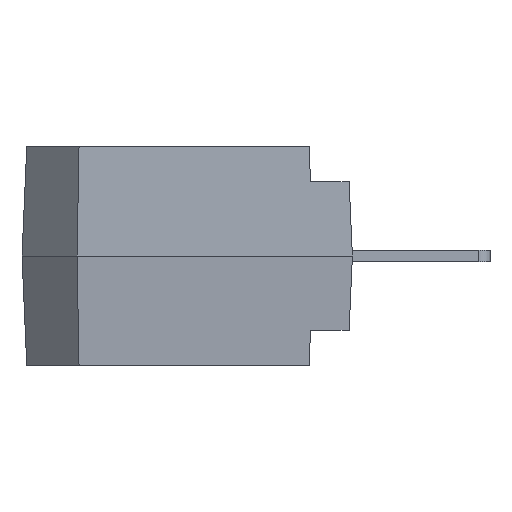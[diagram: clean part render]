
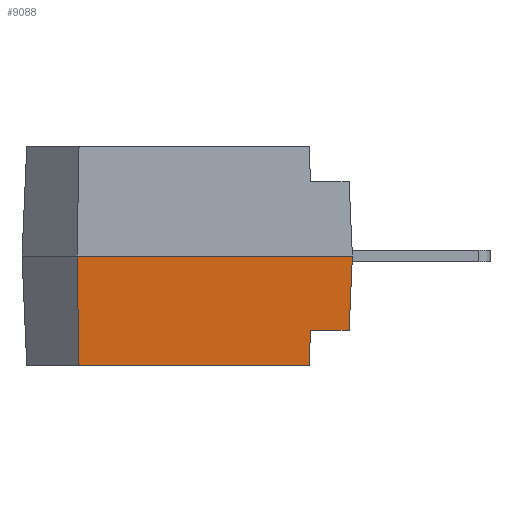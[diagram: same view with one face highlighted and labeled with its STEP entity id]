
A CAD part, left-side view. The second image highlights one B-rep face of the part: STEP entity #9088.
In plain terms, the highlighted planar face has unit normal (-0.999, 0, -0.044).
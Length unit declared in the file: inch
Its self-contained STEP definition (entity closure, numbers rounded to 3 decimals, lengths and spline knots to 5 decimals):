
#8785=CARTESIAN_POINT('',(-0.42105,-0.06745,-0.0625));
#8786=VERTEX_POINT('',#8785);
#8793=CARTESIAN_POINT('',(-0.41968,-0.06608,-0.094));
#8794=VERTEX_POINT('',#8793);
#8795=CARTESIAN_POINT('',(-0.42105,-0.06745,-0.0625));
#8796=DIRECTION('',(0.044,0.044,-0.998));
#8797=VECTOR('',#8796,0.03156);
#8798=LINE('',#8795,#8797);
#8799=EDGE_CURVE('',#8794,#8786,#8798,.F.);
#9042=CARTESIAN_POINT('',(-0.42832,0.0621,0.10391));
#9043=DIRECTION('',(-0.999,0.0,-0.044));
#9044=DIRECTION('',(0.0,-1.0,0.0));
#9045=AXIS2_PLACEMENT_3D('',#9042,#9043,#9044);
#9046=PLANE('',#9045);
#9047=CARTESIAN_POINT('',(-0.424,-0.1054,0.005));
#9048=VERTEX_POINT('',#9047);
#9049=CARTESIAN_POINT('',(-0.424,0.1446,0.005));
#9050=VERTEX_POINT('',#9049);
#9051=CARTESIAN_POINT('',(-0.424,-0.1054,0.005));
#9052=DIRECTION('',(0.0,1.0,0.0));
#9053=VECTOR('',#9052,0.25);
#9054=LINE('',#9051,#9053);
#9055=EDGE_CURVE('',#9048,#9050,#9054,.T.);
#9056=ORIENTED_EDGE('',*,*,#9055,.T.);
#9057=CARTESIAN_POINT('',(-0.41968,0.14281,-0.094));
#9058=VERTEX_POINT('',#9057);
#9059=CARTESIAN_POINT('',(-0.41968,0.14281,-0.094));
#9060=DIRECTION('',(-0.044,0.018,0.999));
#9061=VECTOR('',#9060,0.09911);
#9062=LINE('',#9059,#9061);
#9063=EDGE_CURVE('',#9058,#9050,#9062,.T.);
#9064=ORIENTED_EDGE('',*,*,#9063,.F.);
#9065=CARTESIAN_POINT('',(-0.41968,0.14281,-0.094));
#9066=DIRECTION('',(0.0,-1.0,0.0));
#9067=VECTOR('',#9066,0.20889);
#9068=LINE('',#9065,#9067);
#9069=EDGE_CURVE('',#9058,#8794,#9068,.T.);
#9070=ORIENTED_EDGE('',*,*,#9069,.T.);
#9071=ORIENTED_EDGE('',*,*,#8799,.T.);
#9072=CARTESIAN_POINT('',(-0.42105,-0.10245,-0.0625));
#9073=VERTEX_POINT('',#9072);
#9074=CARTESIAN_POINT('',(-0.42105,-0.10245,-0.0625));
#9075=DIRECTION('',(0.0,1.0,0.0));
#9076=VECTOR('',#9075,0.035);
#9077=LINE('',#9074,#9076);
#9078=EDGE_CURVE('',#8786,#9073,#9077,.F.);
#9079=ORIENTED_EDGE('',*,*,#9078,.T.);
#9080=CARTESIAN_POINT('',(-0.42105,-0.10245,-0.0625));
#9081=DIRECTION('',(-0.044,-0.044,0.998));
#9082=VECTOR('',#9081,0.06763);
#9083=LINE('',#9080,#9082);
#9084=EDGE_CURVE('',#9073,#9048,#9083,.T.);
#9085=ORIENTED_EDGE('',*,*,#9084,.T.);
#9086=EDGE_LOOP('',(#9056,#9064,#9070,#9071,#9079,#9085));
#9087=FACE_OUTER_BOUND('',#9086,.T.);
#9088=ADVANCED_FACE('',(#9087),#9046,.T.);
